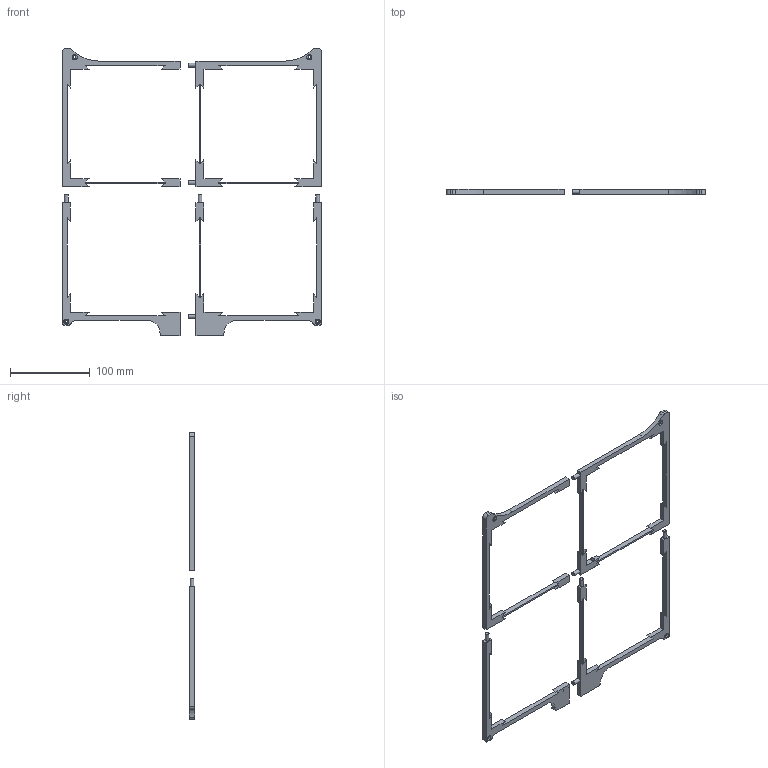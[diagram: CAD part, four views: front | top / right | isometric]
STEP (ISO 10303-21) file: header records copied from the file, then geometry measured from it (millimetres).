
FILE_DESCRIPTION(/* description */ ('STEP AP242 Edition 2','CAx-IF Rec.Pracs.---Representation and Presentation of Product Manufacturing Information (PMI)---4.0---2014-10-13','CAx-IF Rec.Pracs.---3D Tessellated Geometry---0.4---2014-09-14','2;1','CAx-IF Rec.Pracs.---User Defined Attributes---1.5---2016-08-15'),/* implementation_level */ '2;1');
FILE_NAME(/* name */ '692429fb94524f3573b945cf',/* time_stamp */ '2025-11-24T09:48:43Z',/* author */ (''),/* organization */ (''),/* preprocessor_version */ 'ST-DEVELOPER v20',/* originating_system */ 'ONSHAPE BY PTC INC, 1.207',/* authorisation */ ' ');
FILE_SCHEMA (('AP242_MANAGED_MODEL_BASED_3D_ENGINEERING_MIM_LF { 1 0 10303 442 3 1 4 }'));
Length unit declared in the file: metre
Products named in the file (4): Part 4; Part 2; Part 1; Part 3
Bounding box: 325 x 6.35 x 360 mm (x, y, z)
Volume: 85137.5 mm3; surface area: 53752 mm2
Topology: 4 solids, 4 shells, 151 faces, 396 edges, 264 vertices
Faces by surface type: plane 119, cylinder 32
Full cylindrical faces by diameter (mm): 3.4 x4, 4.85 x6, 5 x2, 6.5 x4
Entity records: 4655 total; most frequent: CARTESIAN_POINT 799, ORIENTED_EDGE 760, DIRECTION 754, EDGE_CURVE 380, LINE 316, VECTOR 316, VERTEX_POINT 264, AXIS2_PLACEMENT_3D 219
